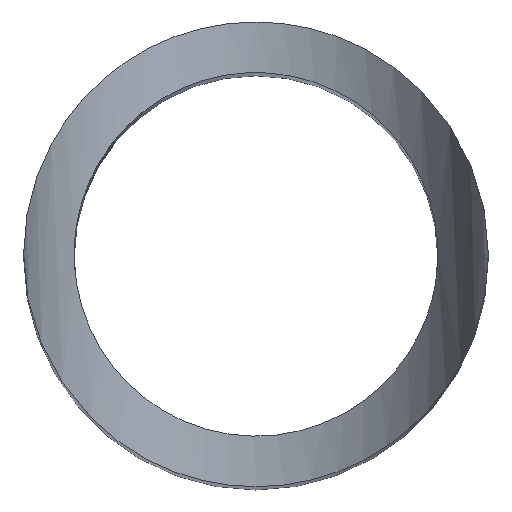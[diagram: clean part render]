
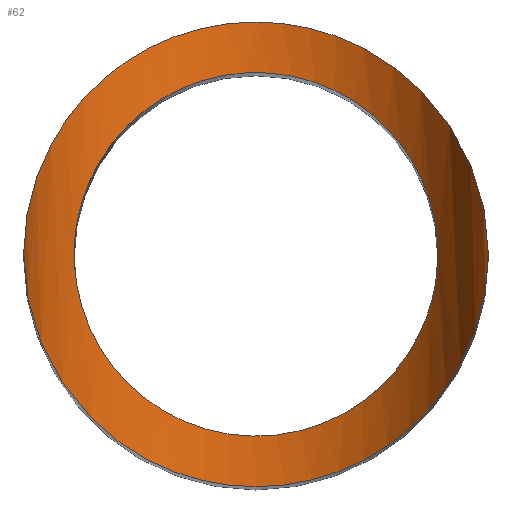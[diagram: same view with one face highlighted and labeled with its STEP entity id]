
A CAD part, top view. The second image highlights one B-rep face of the part: STEP entity #62.
In plain terms, the highlighted cylindrical face has radius 16.701 mm (diameter 33.401 mm), a partial arc.
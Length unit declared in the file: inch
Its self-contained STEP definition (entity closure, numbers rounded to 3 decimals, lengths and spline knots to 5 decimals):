
#15=B_SPLINE_CURVE_WITH_KNOTS('',3,(#111,#112,#113,#114,#115,#116,#117,
#118,#119,#120,#121,#122,#123,#124,#125,#126,#127,#128,#129,#130,#131,#132,
#133,#134,#135,#136,#137,#138,#139,#140,#141,#142,#143,#144,#145,#146,#147,
#148,#149,#150,#151,#152,#153,#154,#155,#156,#157,#158,#159,#160),
 .UNSPECIFIED.,.T.,.F.,(4,2,2,2,2,2,2,2,2,2,2,2,2,2,2,2,2,2,2,2,2,2,2,2,
4),(0.,0.26617,0.53234,1.06467,1.58258,
1.84154,2.10049,2.35945,2.6184,3.13631,
3.66865,3.93482,4.20099,4.46715,4.73332,
5.26566,5.78357,6.04252,6.30148,6.56043,
6.81939,7.3373,7.86964,8.1358,8.40197),
 .UNSPECIFIED.);
#16=ELLIPSE('',#76,0.92985,0.6575);
#17=ELLIPSE('',#77,0.92985,0.6575);
#19=CYLINDRICAL_SURFACE('',#78,0.6575);
#23=FACE_BOUND('',#34,.T.);
#27=FACE_OUTER_BOUND('',#33,.T.);
#33=EDGE_LOOP('',(#54,#55));
#34=EDGE_LOOP('',(#56));
#41=VERTEX_POINT('',#105);
#42=VERTEX_POINT('',#106);
#43=VERTEX_POINT('',#110);
#46=EDGE_CURVE('',#41,#42,#16,.T.);
#47=EDGE_CURVE('',#42,#41,#17,.T.);
#48=EDGE_CURVE('',#43,#43,#15,.T.);
#54=ORIENTED_EDGE('',*,*,#47,.T.);
#55=ORIENTED_EDGE('',*,*,#46,.T.);
#56=ORIENTED_EDGE('',*,*,#48,.T.);
#62=ADVANCED_FACE('',(#27,#23),#19,.F.);
#76=AXIS2_PLACEMENT_3D('',#107,#90,#91);
#77=AXIS2_PLACEMENT_3D('',#108,#92,#93);
#78=AXIS2_PLACEMENT_3D('',#109,#94,#95);
#90=DIRECTION('center_axis',(0.,0.707,0.707));
#91=DIRECTION('ref_axis',(0.,0.707,-0.707));
#92=DIRECTION('center_axis',(0.,-0.707,0.707));
#93=DIRECTION('ref_axis',(0.,0.707,0.707));
#94=DIRECTION('center_axis',(0.,1.,0.));
#95=DIRECTION('ref_axis',(0.,0.,1.));
#105=CARTESIAN_POINT('',(0.6575,0.,6.));
#106=CARTESIAN_POINT('',(-0.6575,0.,6.));
#107=CARTESIAN_POINT('Origin',(0.,0.,6.));
#108=CARTESIAN_POINT('Origin',(0.,0.,6.));
#109=CARTESIAN_POINT('Origin',(0.,-0.7955,6.));
#110=CARTESIAN_POINT('',(0.5145,0.,5.59062));
#111=CARTESIAN_POINT('Ctrl Pts',(0.5145,0.,5.59062));
#112=CARTESIAN_POINT('Ctrl Pts',(0.5145,-0.03493,5.59062));
#113=CARTESIAN_POINT('Ctrl Pts',(0.51092,-0.06974,
5.58601));
#114=CARTESIAN_POINT('Ctrl Pts',(0.49704,-0.1373,5.56945));
#115=CARTESIAN_POINT('Ctrl Pts',(0.48675,-0.17007,5.55757));
#116=CARTESIAN_POINT('Ctrl Pts',(0.44711,-0.26339,5.51642));
#117=CARTESIAN_POINT('Ctrl Pts',(0.40852,-0.31909,5.48202));
#118=CARTESIAN_POINT('Ctrl Pts',(0.32031,-0.40731,5.42343));
#119=CARTESIAN_POINT('Ctrl Pts',(0.26452,-0.44658,5.39442));
#120=CARTESIAN_POINT('Ctrl Pts',(0.16994,-0.48683,5.36398));
#121=CARTESIAN_POINT('Ctrl Pts',(0.13662,-0.49724,5.35593));
#122=CARTESIAN_POINT('Ctrl Pts',(0.06864,-0.51108,
5.34519));
#123=CARTESIAN_POINT('Ctrl Pts',(0.03398,-0.5145,5.3425));
#124=CARTESIAN_POINT('Ctrl Pts',(-0.03398,-0.5145,5.3425));
#125=CARTESIAN_POINT('Ctrl Pts',(-0.06864,-0.51108,
5.34519));
#126=CARTESIAN_POINT('Ctrl Pts',(-0.13662,-0.49724,5.35593));
#127=CARTESIAN_POINT('Ctrl Pts',(-0.16994,-0.48683,
5.36398));
#128=CARTESIAN_POINT('Ctrl Pts',(-0.26452,-0.44658,
5.39442));
#129=CARTESIAN_POINT('Ctrl Pts',(-0.32031,-0.40731,
5.42343));
#130=CARTESIAN_POINT('Ctrl Pts',(-0.40852,-0.31909,
5.48202));
#131=CARTESIAN_POINT('Ctrl Pts',(-0.44711,-0.26339,
5.51642));
#132=CARTESIAN_POINT('Ctrl Pts',(-0.48675,-0.17007,
5.55757));
#133=CARTESIAN_POINT('Ctrl Pts',(-0.49704,-0.1373,
5.56945));
#134=CARTESIAN_POINT('Ctrl Pts',(-0.51092,-0.06974,
5.58601));
#135=CARTESIAN_POINT('Ctrl Pts',(-0.5145,-0.03493,5.59062));
#136=CARTESIAN_POINT('Ctrl Pts',(-0.5145,0.03493,5.59062));
#137=CARTESIAN_POINT('Ctrl Pts',(-0.51092,0.06974,
5.58601));
#138=CARTESIAN_POINT('Ctrl Pts',(-0.49704,0.1373,5.56945));
#139=CARTESIAN_POINT('Ctrl Pts',(-0.48675,0.17007,5.55757));
#140=CARTESIAN_POINT('Ctrl Pts',(-0.44711,0.26339,5.51642));
#141=CARTESIAN_POINT('Ctrl Pts',(-0.40852,0.31909,5.48202));
#142=CARTESIAN_POINT('Ctrl Pts',(-0.32031,0.40731,5.42343));
#143=CARTESIAN_POINT('Ctrl Pts',(-0.26452,0.44658,5.39442));
#144=CARTESIAN_POINT('Ctrl Pts',(-0.16994,0.48683,5.36398));
#145=CARTESIAN_POINT('Ctrl Pts',(-0.13662,0.49724,5.35593));
#146=CARTESIAN_POINT('Ctrl Pts',(-0.06864,0.51108,
5.34519));
#147=CARTESIAN_POINT('Ctrl Pts',(-0.03398,0.5145,5.3425));
#148=CARTESIAN_POINT('Ctrl Pts',(0.03398,0.5145,5.3425));
#149=CARTESIAN_POINT('Ctrl Pts',(0.06864,0.51108,5.34519));
#150=CARTESIAN_POINT('Ctrl Pts',(0.13662,0.49724,5.35593));
#151=CARTESIAN_POINT('Ctrl Pts',(0.16994,0.48683,5.36398));
#152=CARTESIAN_POINT('Ctrl Pts',(0.26452,0.44658,5.39442));
#153=CARTESIAN_POINT('Ctrl Pts',(0.32031,0.40731,5.42343));
#154=CARTESIAN_POINT('Ctrl Pts',(0.40852,0.31909,5.48202));
#155=CARTESIAN_POINT('Ctrl Pts',(0.44711,0.26339,5.51642));
#156=CARTESIAN_POINT('Ctrl Pts',(0.48675,0.17007,5.55757));
#157=CARTESIAN_POINT('Ctrl Pts',(0.49704,0.1373,5.56945));
#158=CARTESIAN_POINT('Ctrl Pts',(0.51092,0.06974,5.58601));
#159=CARTESIAN_POINT('Ctrl Pts',(0.5145,0.03493,5.59062));
#160=CARTESIAN_POINT('Ctrl Pts',(0.5145,0.,5.59062));
